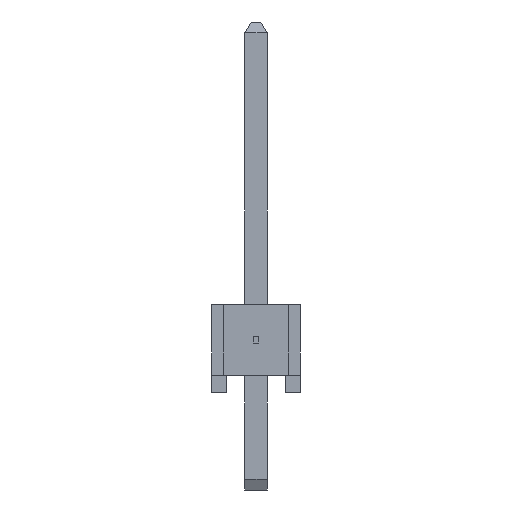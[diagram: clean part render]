
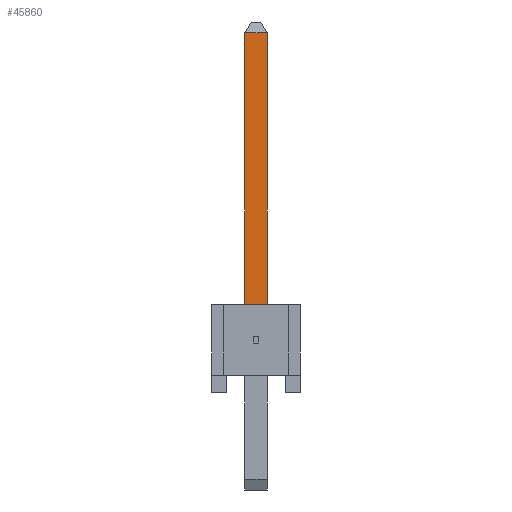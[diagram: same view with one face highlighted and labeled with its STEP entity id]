
A CAD part, left-side view. The second image highlights one B-rep face of the part: STEP entity #45860.
In plain terms, the highlighted planar face has unit normal (-1, 0, 0).
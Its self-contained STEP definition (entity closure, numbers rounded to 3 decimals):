
#45860 = ADVANCED_FACE('',(#45861),#45895,.F.);
#45861 = FACE_BOUND('',#45862,.T.);
#45862 = EDGE_LOOP('',(#45863,#45873,#45881,#45889));
#45863 = ORIENTED_EDGE('',*,*,#45864,.T.);
#45864 = EDGE_CURVE('',#45865,#45867,#45869,.T.);
#45865 = VERTEX_POINT('',#45866);
#45866 = CARTESIAN_POINT('',(-46.038,13.157,0.318));
#45867 = VERTEX_POINT('',#45868);
#45868 = CARTESIAN_POINT('',(-46.038,13.157,-0.318));
#45869 = LINE('',#45870,#45871);
#45870 = CARTESIAN_POINT('',(-46.038,13.157,2.54));
#45871 = VECTOR('',#45872,1.);
#45872 = DIRECTION('',(0.,0.,-1.));
#45873 = ORIENTED_EDGE('',*,*,#45874,.T.);
#45874 = EDGE_CURVE('',#45867,#45875,#45877,.T.);
#45875 = VERTEX_POINT('',#45876);
#45876 = CARTESIAN_POINT('',(-46.038,4.191,-0.318));
#45877 = LINE('',#45878,#45879);
#45878 = CARTESIAN_POINT('',(-46.038,13.462,-0.318));
#45879 = VECTOR('',#45880,1.);
#45880 = DIRECTION('',(0.,-1.,0.));
#45881 = ORIENTED_EDGE('',*,*,#45882,.F.);
#45882 = EDGE_CURVE('',#45883,#45875,#45885,.T.);
#45883 = VERTEX_POINT('',#45884);
#45884 = CARTESIAN_POINT('',(-46.038,4.191,0.318));
#45885 = LINE('',#45886,#45887);
#45886 = CARTESIAN_POINT('',(-46.038,4.191,0.318));
#45887 = VECTOR('',#45888,1.);
#45888 = DIRECTION('',(0.,0.,-1.));
#45889 = ORIENTED_EDGE('',*,*,#45890,.F.);
#45890 = EDGE_CURVE('',#45865,#45883,#45891,.T.);
#45891 = LINE('',#45892,#45893);
#45892 = CARTESIAN_POINT('',(-46.038,13.462,0.318));
#45893 = VECTOR('',#45894,1.);
#45894 = DIRECTION('',(0.,-1.,0.));
#45895 = PLANE('',#45896);
#45896 = AXIS2_PLACEMENT_3D('',#45897,#45898,#45899);
#45897 = CARTESIAN_POINT('',(-46.038,13.462,0.318));
#45898 = DIRECTION('',(1.,0.,0.));
#45899 = DIRECTION('',(0.,0.,-1.));
